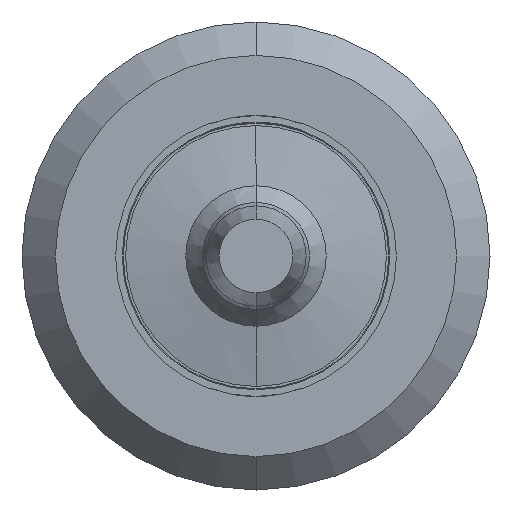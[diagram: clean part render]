
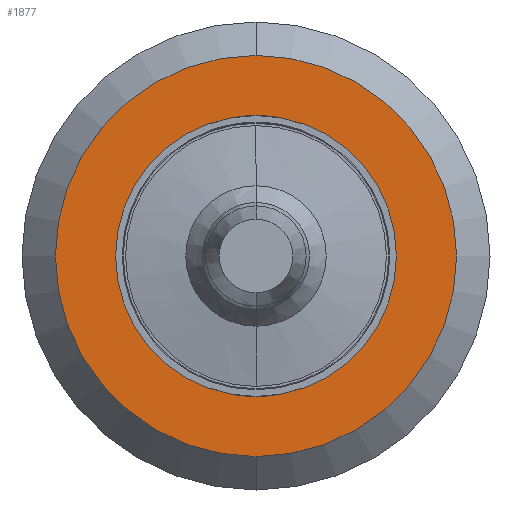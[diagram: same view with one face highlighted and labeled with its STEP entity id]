
A CAD part, front view. The second image highlights one B-rep face of the part: STEP entity #1877.
In plain terms, the highlighted planar face has unit normal (0, -1, 0).
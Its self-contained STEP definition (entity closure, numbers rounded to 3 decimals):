
#143 = ORIENTED_EDGE ( 'NONE', *, *, #4575, .F. ) ;
#194 = CARTESIAN_POINT ( 'NONE',  ( 0., 1., -0.925 ) ) ;
#349 = DIRECTION ( 'NONE',  ( 0., -1., 0. ) ) ;
#388 = VERTEX_POINT ( 'NONE', #2934 ) ;
#583 = DIRECTION ( 'NONE',  ( 0., -1., 0. ) ) ;
#608 = DIRECTION ( 'NONE',  ( 0., 0., -1. ) ) ;
#724 = VERTEX_POINT ( 'NONE', #4091 ) ;
#827 = AXIS2_PLACEMENT_3D ( 'NONE', #1708, #1244, #5042 ) ;
#1027 = VERTEX_POINT ( 'NONE', #194 ) ;
#1152 = AXIS2_PLACEMENT_3D ( 'NONE', #2947, #583, #4319 ) ;
#1244 = DIRECTION ( 'NONE',  ( 0., -1., 0. ) ) ;
#1686 = ORIENTED_EDGE ( 'NONE', *, *, #1925, .T. ) ;
#1708 = CARTESIAN_POINT ( 'NONE',  ( 0., 1., 0. ) ) ;
#1877 = ADVANCED_FACE ( 'Defeature ausgef�hrt2_52', ( #3254, #1895 ), #3771, .T. ) ;
#1895 = FACE_OUTER_BOUND ( 'NONE', #2104, .T. ) ;
#1925 = EDGE_CURVE ( 'Defeature ausgef�hrt2_52+Defeature ausgef�hrt2_53+Defeature ausgef�hrt2_53+Defeature ausgef�hrt2_53', #4045, #388, #5589, .T. ) ;
#2059 = DIRECTION ( 'NONE',  ( 0., -1., 0. ) ) ;
#2104 = EDGE_LOOP ( 'NONE', ( #1686, #4675 ) ) ;
#2487 = EDGE_LOOP ( 'NONE', ( #3942, #143 ) ) ;
#2793 = CIRCLE ( 'NONE', #827, 0.925 ) ;
#2934 = CARTESIAN_POINT ( 'NONE',  ( 0., 1., -3. ) ) ;
#2947 = CARTESIAN_POINT ( 'NONE',  ( 0., 1., 0. ) ) ;
#3049 = CARTESIAN_POINT ( 'NONE',  ( 0., 1., 0. ) ) ;
#3254 = FACE_BOUND ( 'NONE', #2487, .T. ) ;
#3265 = AXIS2_PLACEMENT_3D ( 'NONE', #3049, #349, #5491 ) ;
#3659 = CARTESIAN_POINT ( 'NONE',  ( 0., 1., 3. ) ) ;
#3771 = PLANE ( 'NONE',  #5689 ) ;
#3798 = CARTESIAN_POINT ( 'NONE',  ( 0.75, 1., 0. ) ) ;
#3942 = ORIENTED_EDGE ( 'NONE', *, *, #5489, .F. ) ;
#3949 = CIRCLE ( 'NONE', #5650, 3. ) ;
#3959 = DIRECTION ( 'NONE',  ( 0., 0., -1. ) ) ;
#4045 = VERTEX_POINT ( 'NONE', #3659 ) ;
#4091 = CARTESIAN_POINT ( 'NONE',  ( 0., 1., 0.925 ) ) ;
#4319 = DIRECTION ( 'NONE',  ( 0., 0., -1. ) ) ;
#4320 = EDGE_CURVE ( 'Defeature ausgef�hrt2_52+Defeature ausgef�hrt2_53+Defeature ausgef�hrt2_53+Defeature ausgef�hrt2_53', #388, #4045, #3949, .T. ) ;
#4575 = EDGE_CURVE ( 'Defeature ausgef�hrt2_49+Defeature ausgef�hrt2_52+Defeature ausgef�hrt2_52+Defeature ausgef�hrt2_52', #724, #1027, #2793, .T. ) ;
#4675 = ORIENTED_EDGE ( 'NONE', *, *, #4320, .T. ) ;
#4932 = CARTESIAN_POINT ( 'NONE',  ( 0., 1., 0. ) ) ;
#5042 = DIRECTION ( 'NONE',  ( 0., 0., -1. ) ) ;
#5341 = CIRCLE ( 'NONE', #3265, 0.925 ) ;
#5489 = EDGE_CURVE ( 'Defeature ausgef�hrt2_49+Defeature ausgef�hrt2_52+Defeature ausgef�hrt2_52+Defeature ausgef�hrt2_52', #1027, #724, #5341, .T. ) ;
#5491 = DIRECTION ( 'NONE',  ( 0., 0., -1. ) ) ;
#5589 = CIRCLE ( 'NONE', #1152, 3. ) ;
#5650 = AXIS2_PLACEMENT_3D ( 'NONE', #4932, #2059, #3959 ) ;
#5689 = AXIS2_PLACEMENT_3D ( 'NONE', #3798, #5702, #608 ) ;
#5702 = DIRECTION ( 'NONE',  ( 0., -1., 0. ) ) ;
